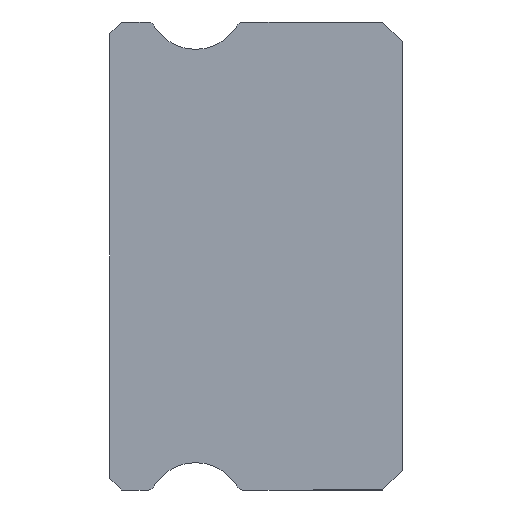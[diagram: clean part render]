
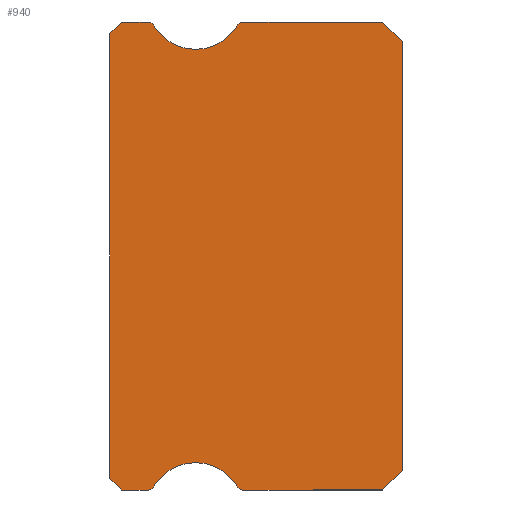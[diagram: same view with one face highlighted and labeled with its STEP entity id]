
A CAD part, left-side view. The second image highlights one B-rep face of the part: STEP entity #940.
In plain terms, the highlighted planar face has unit normal (-1, 0, 0).
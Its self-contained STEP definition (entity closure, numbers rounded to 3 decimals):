
#8 = EDGE_CURVE ( 'NONE', #233, #200, #1439, .T. ) ;
#11 = ORIENTED_EDGE ( 'NONE', *, *, #8, .F. ) ;
#23 = CARTESIAN_POINT ( 'NONE',  ( -10., 0.5, 6. ) ) ;
#46 = CARTESIAN_POINT ( 'NONE',  ( -10., 7.5, 5.7 ) ) ;
#50 = DIRECTION ( 'NONE',  ( 0., -1., 0. ) ) ;
#53 = CARTESIAN_POINT ( 'NONE',  ( -10., 6.383, 5.925 ) ) ;
#55 = EDGE_CURVE ( 'NONE', #835, #881, #1257, .T. ) ;
#90 = CARTESIAN_POINT ( 'NONE',  ( -10., 6.512, 5.85 ) ) ;
#104 = EDGE_CURVE ( 'NONE', #2164, #136, #2144, .T. ) ;
#134 = DIRECTION ( 'NONE',  ( 0., 0., -1. ) ) ;
#136 = VERTEX_POINT ( 'NONE', #2338 ) ;
#144 = EDGE_CURVE ( 'NONE', #200, #349, #1145, .T. ) ;
#152 = CARTESIAN_POINT ( 'NONE',  ( -10., 6.383, -5.925 ) ) ;
#161 = DIRECTION ( 'NONE',  ( 0., 0., -1. ) ) ;
#162 = VECTOR ( 'NONE', #1097, 1000. ) ;
#200 = VERTEX_POINT ( 'NONE', #152 ) ;
#202 = DIRECTION ( 'NONE',  ( 0., -0.707, -0.707 ) ) ;
#233 = VERTEX_POINT ( 'NONE', #1765 ) ;
#243 = VERTEX_POINT ( 'NONE', #1998 ) ;
#266 = CARTESIAN_POINT ( 'NONE',  ( -10., 0.5, 6. ) ) ;
#278 = CARTESIAN_POINT ( 'NONE',  ( -10., 7.2, 6. ) ) ;
#282 = DIRECTION ( 'NONE',  ( -1., 0., 0. ) ) ;
#288 = LINE ( 'NONE', #1009, #1286 ) ;
#333 = VECTOR ( 'NONE', #202, 1000. ) ;
#349 = VERTEX_POINT ( 'NONE', #2186 ) ;
#353 = ORIENTED_EDGE ( 'NONE', *, *, #1873, .F. ) ;
#365 = DIRECTION ( 'NONE',  ( -1., 0., 0. ) ) ;
#373 = CARTESIAN_POINT ( 'NONE',  ( -10., 0.5, -6. ) ) ;
#397 = ORIENTED_EDGE ( 'NONE', *, *, #1636, .F. ) ;
#405 = VECTOR ( 'NONE', #2222, 1000. ) ;
#430 = ORIENTED_EDGE ( 'NONE', *, *, #969, .F. ) ;
#440 = LINE ( 'NONE', #1164, #1864 ) ;
#461 = VERTEX_POINT ( 'NONE', #46 ) ;
#471 = DIRECTION ( 'NONE',  ( 0., -0.707, -0.707 ) ) ;
#477 = VECTOR ( 'NONE', #1592, 1000. ) ;
#491 = VERTEX_POINT ( 'NONE', #1664 ) ;
#502 = EDGE_CURVE ( 'NONE', #644, #1302, #2234, .T. ) ;
#567 = CARTESIAN_POINT ( 'NONE',  ( -10., 6.512, 6. ) ) ;
#597 = AXIS2_PLACEMENT_3D ( 'NONE', #1401, #282, #1541 ) ;
#606 = DIRECTION ( 'NONE',  ( 1., 0., 0. ) ) ;
#614 = EDGE_LOOP ( 'NONE', ( #1287, #2020, #1318, #1103, #1000, #11, #676, #1793, #430, #1081, #1412, #397, #1473, #353, #1589, #838, #1135 ) ) ;
#644 = VERTEX_POINT ( 'NONE', #1973 ) ;
#655 = VERTEX_POINT ( 'NONE', #1393 ) ;
#675 = CARTESIAN_POINT ( 'NONE',  ( -10., 7.2, -6. ) ) ;
#676 = ORIENTED_EDGE ( 'NONE', *, *, #1720, .F. ) ;
#711 = AXIS2_PLACEMENT_3D ( 'NONE', #2261, #2085, #1170 ) ;
#741 = CARTESIAN_POINT ( 'NONE',  ( -10., 4.217, 5.925 ) ) ;
#755 = PLANE ( 'NONE',  #2297 ) ;
#794 = VERTEX_POINT ( 'NONE', #1266 ) ;
#803 = DIRECTION ( 'NONE',  ( 0., 0.707, -0.707 ) ) ;
#824 = VECTOR ( 'NONE', #1961, 1000. ) ;
#835 = VERTEX_POINT ( 'NONE', #1436 ) ;
#838 = ORIENTED_EDGE ( 'NONE', *, *, #55, .F. ) ;
#843 = DIRECTION ( 'NONE',  ( 0., 1., 0. ) ) ;
#881 = VERTEX_POINT ( 'NONE', #53 ) ;
#903 = LINE ( 'NONE', #1614, #477 ) ;
#940 = ADVANCED_FACE ( 'NONE', ( #1360 ), #755, .F. ) ;
#969 = EDGE_CURVE ( 'NONE', #644, #1125, #440, .T. ) ;
#995 = DIRECTION ( 'NONE',  ( 0., 1., 0. ) ) ;
#1000 = ORIENTED_EDGE ( 'NONE', *, *, #144, .F. ) ;
#1009 = CARTESIAN_POINT ( 'NONE',  ( -10., 6.512, -6. ) ) ;
#1036 = EDGE_CURVE ( 'NONE', #794, #461, #1748, .T. ) ;
#1060 = DIRECTION ( 'NONE',  ( 1., 0., 0. ) ) ;
#1081 = ORIENTED_EDGE ( 'NONE', *, *, #502, .T. ) ;
#1097 = DIRECTION ( 'NONE',  ( 0., 0., 1. ) ) ;
#1101 = EDGE_CURVE ( 'NONE', #1485, #1302, #2315, .T. ) ;
#1102 = AXIS2_PLACEMENT_3D ( 'NONE', #2214, #1878, #1898 ) ;
#1103 = ORIENTED_EDGE ( 'NONE', *, *, #1903, .T. ) ;
#1122 = CARTESIAN_POINT ( 'NONE',  ( -10., 0., 5.5 ) ) ;
#1125 = VERTEX_POINT ( 'NONE', #373 ) ;
#1135 = ORIENTED_EDGE ( 'NONE', *, *, #1449, .T. ) ;
#1145 = CIRCLE ( 'NONE', #1799, 0.15 ) ;
#1152 = CARTESIAN_POINT ( 'NONE',  ( -10., 6.512, 5.85 ) ) ;
#1164 = CARTESIAN_POINT ( 'NONE',  ( -10., 0., -5.5 ) ) ;
#1170 = DIRECTION ( 'NONE',  ( 0., 0., -1. ) ) ;
#1242 = CIRCLE ( 'NONE', #711, 1.25 ) ;
#1257 = CIRCLE ( 'NONE', #1910, 0.15 ) ;
#1266 = CARTESIAN_POINT ( 'NONE',  ( -10., 7.2, 6. ) ) ;
#1286 = VECTOR ( 'NONE', #843, 1000. ) ;
#1287 = ORIENTED_EDGE ( 'NONE', *, *, #1036, .T. ) ;
#1302 = VERTEX_POINT ( 'NONE', #1476 ) ;
#1313 = EDGE_CURVE ( 'NONE', #491, #461, #2051, .T. ) ;
#1318 = ORIENTED_EDGE ( 'NONE', *, *, #1863, .T. ) ;
#1345 = DIRECTION ( 'NONE',  ( 0., 0., -1. ) ) ;
#1350 = EDGE_CURVE ( 'NONE', #881, #243, #1242, .T. ) ;
#1360 = FACE_OUTER_BOUND ( 'NONE', #614, .T. ) ;
#1393 = CARTESIAN_POINT ( 'NONE',  ( -10., 4.088, -6. ) ) ;
#1401 = CARTESIAN_POINT ( 'NONE',  ( -10., 5.3, 6.55 ) ) ;
#1412 = ORIENTED_EDGE ( 'NONE', *, *, #1101, .F. ) ;
#1436 = CARTESIAN_POINT ( 'NONE',  ( -10., 6.512, 6. ) ) ;
#1439 = CIRCLE ( 'NONE', #1558, 1.25 ) ;
#1449 = EDGE_CURVE ( 'NONE', #835, #794, #1918, .T. ) ;
#1473 = ORIENTED_EDGE ( 'NONE', *, *, #104, .F. ) ;
#1476 = CARTESIAN_POINT ( 'NONE',  ( -10., 0., 5.5 ) ) ;
#1485 = VERTEX_POINT ( 'NONE', #266 ) ;
#1499 = EDGE_CURVE ( 'NONE', #1125, #655, #288, .T. ) ;
#1509 = DIRECTION ( 'NONE',  ( 1., 0., 0. ) ) ;
#1541 = DIRECTION ( 'NONE',  ( 0., 0., -1. ) ) ;
#1558 = AXIS2_PLACEMENT_3D ( 'NONE', #1795, #365, #161 ) ;
#1568 = CARTESIAN_POINT ( 'NONE',  ( -10., 7.5, 5.7 ) ) ;
#1589 = ORIENTED_EDGE ( 'NONE', *, *, #1350, .F. ) ;
#1592 = DIRECTION ( 'NONE',  ( 0., -1., 0. ) ) ;
#1614 = CARTESIAN_POINT ( 'NONE',  ( -10., 6.512, -6. ) ) ;
#1625 = CIRCLE ( 'NONE', #597, 1.25 ) ;
#1636 = EDGE_CURVE ( 'NONE', #136, #1485, #1684, .T. ) ;
#1664 = CARTESIAN_POINT ( 'NONE',  ( -10., 7.5, -5.7 ) ) ;
#1678 = CARTESIAN_POINT ( 'NONE',  ( -10., 7.5, 5.85 ) ) ;
#1684 = LINE ( 'NONE', #567, #2132 ) ;
#1720 = EDGE_CURVE ( 'NONE', #655, #233, #2334, .T. ) ;
#1735 = CARTESIAN_POINT ( 'NONE',  ( -10., 7.2, -6. ) ) ;
#1743 = CARTESIAN_POINT ( 'NONE',  ( -10., 4.088, -5.85 ) ) ;
#1748 = LINE ( 'NONE', #1568, #824 ) ;
#1765 = CARTESIAN_POINT ( 'NONE',  ( -10., 4.217, -5.925 ) ) ;
#1793 = ORIENTED_EDGE ( 'NONE', *, *, #1499, .F. ) ;
#1795 = CARTESIAN_POINT ( 'NONE',  ( -10., 5.3, -6.55 ) ) ;
#1797 = VERTEX_POINT ( 'NONE', #675 ) ;
#1799 = AXIS2_PLACEMENT_3D ( 'NONE', #1977, #1060, #1800 ) ;
#1800 = DIRECTION ( 'NONE',  ( 0., 0., -1. ) ) ;
#1861 = VECTOR ( 'NONE', #471, 1000. ) ;
#1863 = EDGE_CURVE ( 'NONE', #491, #1797, #2092, .T. ) ;
#1864 = VECTOR ( 'NONE', #803, 1000. ) ;
#1873 = EDGE_CURVE ( 'NONE', #243, #2164, #1625, .T. ) ;
#1878 = DIRECTION ( 'NONE',  ( 1., 0., 0. ) ) ;
#1898 = DIRECTION ( 'NONE',  ( 0., 0., -1. ) ) ;
#1903 = EDGE_CURVE ( 'NONE', #1797, #349, #903, .T. ) ;
#1904 = AXIS2_PLACEMENT_3D ( 'NONE', #1743, #1932, #134 ) ;
#1910 = AXIS2_PLACEMENT_3D ( 'NONE', #1152, #606, #1345 ) ;
#1918 = LINE ( 'NONE', #278, #2010 ) ;
#1932 = DIRECTION ( 'NONE',  ( 1., 0., 0. ) ) ;
#1961 = DIRECTION ( 'NONE',  ( 0., 0.707, -0.707 ) ) ;
#1973 = CARTESIAN_POINT ( 'NONE',  ( -10., 0., -5.5 ) ) ;
#1977 = CARTESIAN_POINT ( 'NONE',  ( -10., 6.512, -5.85 ) ) ;
#1998 = CARTESIAN_POINT ( 'NONE',  ( -10., 5.3, 5.3 ) ) ;
#2010 = VECTOR ( 'NONE', #995, 1000. ) ;
#2020 = ORIENTED_EDGE ( 'NONE', *, *, #1313, .F. ) ;
#2051 = LINE ( 'NONE', #1678, #405 ) ;
#2085 = DIRECTION ( 'NONE',  ( -1., 0., 0. ) ) ;
#2092 = LINE ( 'NONE', #1735, #1861 ) ;
#2132 = VECTOR ( 'NONE', #50, 1000. ) ;
#2144 = CIRCLE ( 'NONE', #1102, 0.15 ) ;
#2164 = VERTEX_POINT ( 'NONE', #741 ) ;
#2186 = CARTESIAN_POINT ( 'NONE',  ( -10., 6.512, -6. ) ) ;
#2214 = CARTESIAN_POINT ( 'NONE',  ( -10., 4.088, 5.85 ) ) ;
#2222 = DIRECTION ( 'NONE',  ( 0., 0., 1. ) ) ;
#2234 = LINE ( 'NONE', #1122, #162 ) ;
#2257 = DIRECTION ( 'NONE',  ( 0., 0., -1. ) ) ;
#2261 = CARTESIAN_POINT ( 'NONE',  ( -10., 5.3, 6.55 ) ) ;
#2297 = AXIS2_PLACEMENT_3D ( 'NONE', #90, #1509, #2257 ) ;
#2315 = LINE ( 'NONE', #23, #333 ) ;
#2334 = CIRCLE ( 'NONE', #1904, 0.15 ) ;
#2338 = CARTESIAN_POINT ( 'NONE',  ( -10., 4.088, 6. ) ) ;
